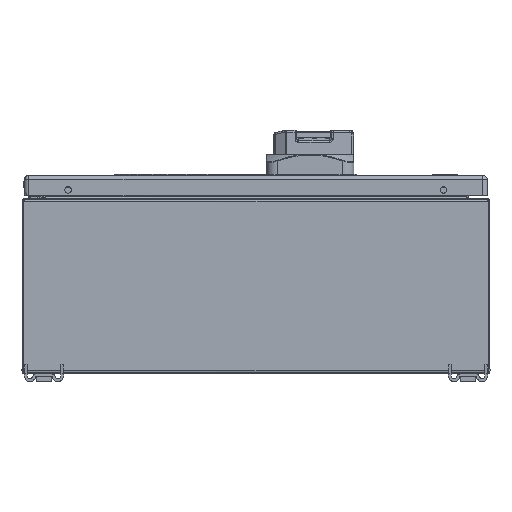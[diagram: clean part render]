
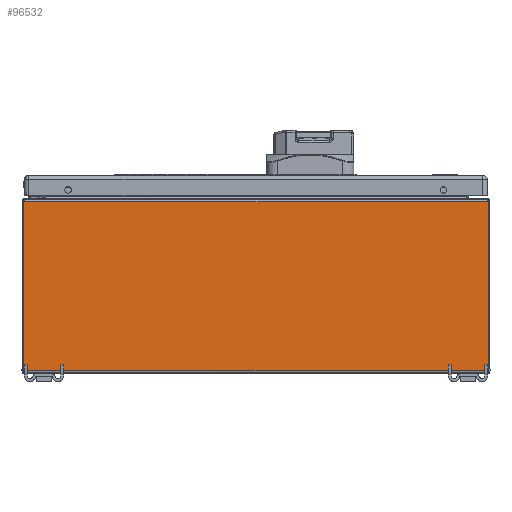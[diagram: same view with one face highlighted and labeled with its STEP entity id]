
A CAD part, front view. The second image highlights one B-rep face of the part: STEP entity #96532.
In plain terms, the highlighted planar face has unit normal (0, -1, 0).
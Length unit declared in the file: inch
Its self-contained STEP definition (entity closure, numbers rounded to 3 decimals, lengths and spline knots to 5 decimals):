
#9967 = CARTESIAN_POINT ( 'NONE',  ( 107.505, -10.001, 5.89 ) ) ;
#17133 = CARTESIAN_POINT ( 'NONE',  ( -7.94793, -10.001, 0.106 ) ) ;
#28192 = PLANE ( 'NONE',  #89687 ) ;
#34465 = LINE ( 'NONE', #79154, #122640 ) ;
#37824 = ORIENTED_EDGE ( 'NONE', *, *, #186832, .F. ) ;
#42779 = VERTEX_POINT ( 'NONE', #75696 ) ;
#48317 = VECTOR ( 'NONE', #69596, 39.37008 ) ;
#49289 = VERTEX_POINT ( 'NONE', #17133 ) ;
#59262 = VERTEX_POINT ( 'NONE', #153860 ) ;
#69596 = DIRECTION ( 'NONE',  ( 1., 0., 0. ) ) ;
#74732 = DIRECTION ( 'NONE',  ( 0., 0., 1. ) ) ;
#75696 = CARTESIAN_POINT ( 'NONE',  ( 7.94793, -10.001, 0.106 ) ) ;
#75874 = EDGE_CURVE ( 'NONE', #42779, #121632, #104546, .T. ) ;
#75882 = DIRECTION ( 'NONE',  ( -1., 0., 0. ) ) ;
#79154 = CARTESIAN_POINT ( 'NONE',  ( -7.94793, -10.001, 5.89 ) ) ;
#83978 = ORIENTED_EDGE ( 'NONE', *, *, #140405, .F. ) ;
#84469 = FACE_OUTER_BOUND ( 'NONE', #161915, .T. ) ;
#89687 = AXIS2_PLACEMENT_3D ( 'NONE', #9967, #140883, #74732 ) ;
#91437 = CARTESIAN_POINT ( 'NONE',  ( 107.505, -10.001, 0.106 ) ) ;
#92110 = VECTOR ( 'NONE', #148744, 39.37008 ) ;
#96532 = ADVANCED_FACE ( 'NONE', ( #84469 ), #28192, .F. ) ;
#104546 = LINE ( 'NONE', #114310, #92110 ) ;
#113079 = VECTOR ( 'NONE', #75882, 39.37008 ) ;
#114310 = CARTESIAN_POINT ( 'NONE',  ( 7.94793, -10.001, 5.89 ) ) ;
#119246 = EDGE_CURVE ( 'NONE', #59262, #121632, #133976, .T. ) ;
#121632 = VERTEX_POINT ( 'NONE', #173556 ) ;
#122640 = VECTOR ( 'NONE', #128489, 39.37008 ) ;
#128489 = DIRECTION ( 'NONE',  ( 0., 0., 1. ) ) ;
#133976 = LINE ( 'NONE', #166078, #48317 ) ;
#135608 = LINE ( 'NONE', #91437, #113079 ) ;
#140405 = EDGE_CURVE ( 'NONE', #49289, #59262, #34465, .T. ) ;
#140883 = DIRECTION ( 'NONE',  ( 0., 1., 0. ) ) ;
#148744 = DIRECTION ( 'NONE',  ( 0., 0., 1. ) ) ;
#153860 = CARTESIAN_POINT ( 'NONE',  ( -7.94793, -10.001, 5.89 ) ) ;
#161915 = EDGE_LOOP ( 'NONE', ( #37824, #187888, #199945, #83978 ) ) ;
#166078 = CARTESIAN_POINT ( 'NONE',  ( 107.505, -10.001, 5.89 ) ) ;
#173556 = CARTESIAN_POINT ( 'NONE',  ( 7.94793, -10.001, 5.89 ) ) ;
#186832 = EDGE_CURVE ( 'NONE', #42779, #49289, #135608, .T. ) ;
#187888 = ORIENTED_EDGE ( 'NONE', *, *, #75874, .T. ) ;
#199945 = ORIENTED_EDGE ( 'NONE', *, *, #119246, .F. ) ;
